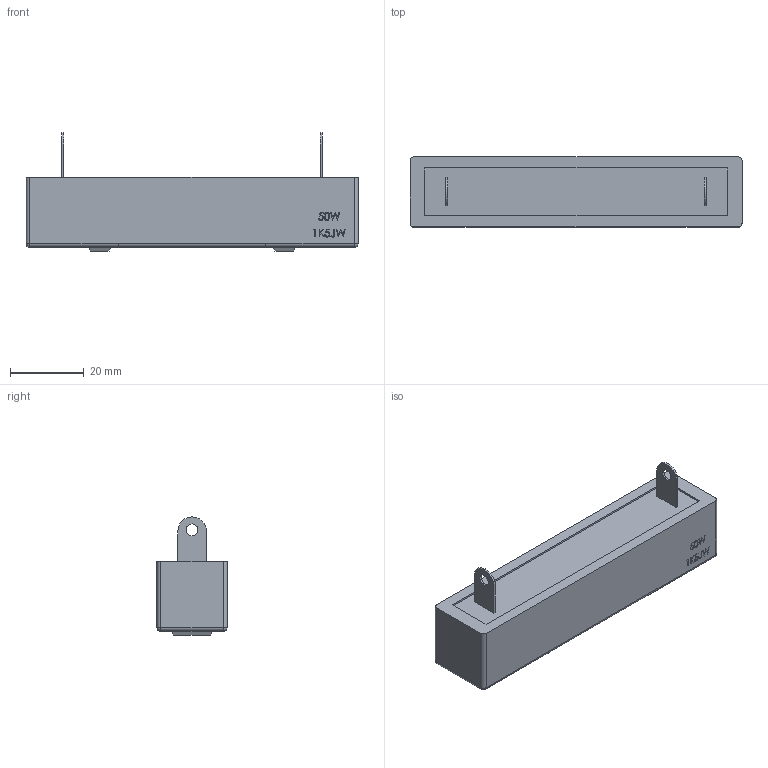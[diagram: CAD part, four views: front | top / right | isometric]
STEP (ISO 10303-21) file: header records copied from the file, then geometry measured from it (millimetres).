
FILE_DESCRIPTION (( 'STEP AP203' ), '1' );
FILE_NAME ('WPRT50S.STEP', '2015-10-19T13:25:12', ( '' ), ( '' ), 'SwSTEP 2.0', 'SolidWorks 2015', '' );
FILE_SCHEMA (( 'CONFIG_CONTROL_DESIGN' ));
Length unit declared in the file: millimetre
Products named in the file (1): WPRT50S
Bounding box: 90 x 19 x 32 mm (x, y, z)
Surface area: 7932.6 mm2 (no closed solid volume)
Topology: 0 solids, 3 shells, 62 faces, 219 edges, 169 vertices
Faces by surface type: plane 40, cylinder 18, sphere 4
Entity records: 2932 total; most frequent: CARTESIAN_POINT 955, ORIENTED_EDGE 422, DIRECTION 345, EDGE_CURVE 215, VERTEX_POINT 169, VECTOR 151, LINE 151, AXIS2_PLACEMENT_3D 97
